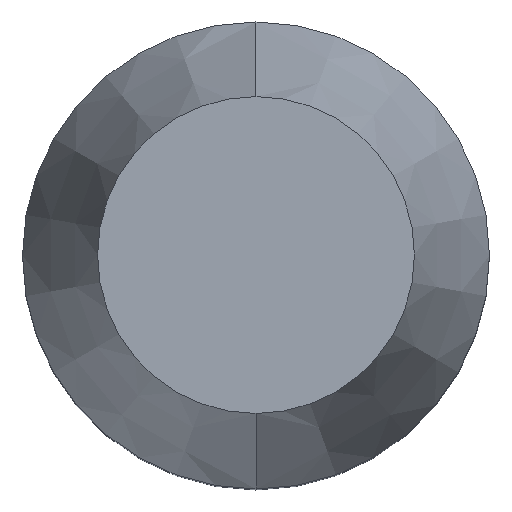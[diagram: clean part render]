
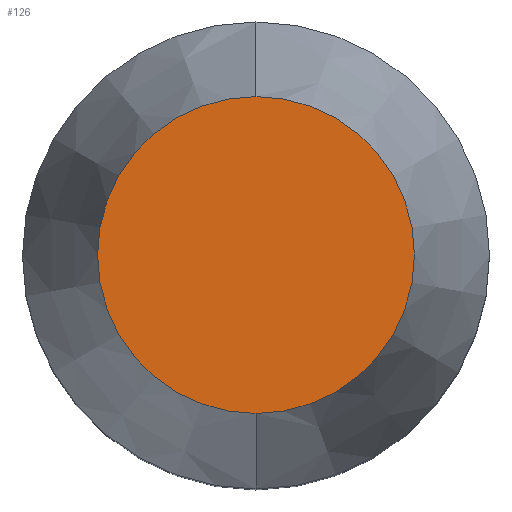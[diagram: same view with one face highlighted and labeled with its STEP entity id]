
A CAD part, top view. The second image highlights one B-rep face of the part: STEP entity #126.
In plain terms, the highlighted planar face has unit normal (0, 0, 1).
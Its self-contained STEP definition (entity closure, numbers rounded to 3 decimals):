
#70=EDGE_CURVE('',#88,#114,#175,.T.);
#88=VERTEX_POINT('',#194);
#114=VERTEX_POINT('',#225);
#126=ADVANCED_FACE('',(#240),#241,.T.);
#132=EDGE_CURVE('',#114,#88,#247,.T.);
#175=CIRCLE('',#282,3.392);
#194=CARTESIAN_POINT('',(0.,3.392,18.0));
#225=CARTESIAN_POINT('',(0.,-3.392,18.0));
#240=FACE_OUTER_BOUND('',#358,.T.);
#241=PLANE('',#359);
#247=CIRCLE('',#369,3.392);
#282=AXIS2_PLACEMENT_3D('',#413,#414,#415);
#358=EDGE_LOOP('',(#506,#507));
#359=AXIS2_PLACEMENT_3D('',#508,#509,#510);
#369=AXIS2_PLACEMENT_3D('',#515,#516,#517);
#413=CARTESIAN_POINT('',(0.,0.,18.0));
#414=DIRECTION('',(0.0,0.0,1.0));
#415=DIRECTION('',(0.,-1.0,0.0));
#506=ORIENTED_EDGE('',*,*,#132,.T.);
#507=ORIENTED_EDGE('',*,*,#70,.T.);
#508=CARTESIAN_POINT('',(0.,-1.696,18.0));
#509=DIRECTION('',(0.0,0.0,1.0));
#510=DIRECTION('',(0.,-1.0,0.0));
#515=CARTESIAN_POINT('',(0.,0.,18.0));
#516=DIRECTION('',(0.0,0.0,1.0));
#517=DIRECTION('',(0.,-1.0,0.0));
